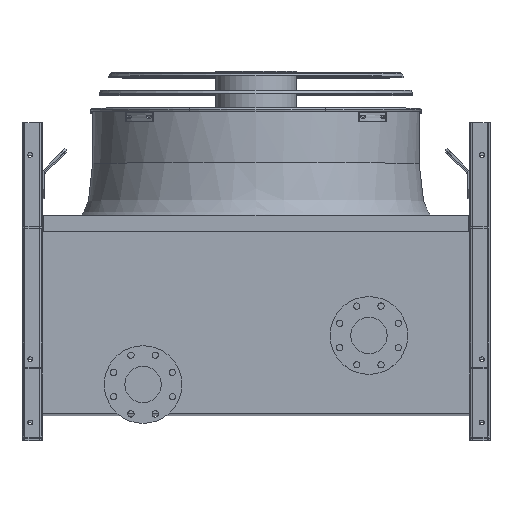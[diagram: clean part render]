
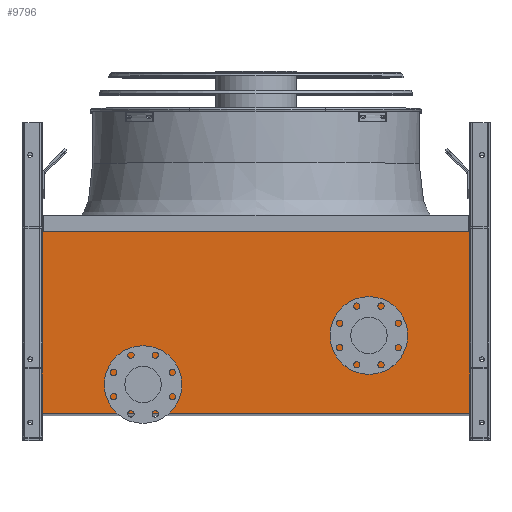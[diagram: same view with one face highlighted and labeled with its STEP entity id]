
A CAD part, top view. The second image highlights one B-rep face of the part: STEP entity #9796.
In plain terms, the highlighted planar face has unit normal (0, 0, 1).
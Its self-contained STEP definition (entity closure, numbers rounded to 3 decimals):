
#31 = VECTOR ( 'NONE', #9620, 1000. ) ;
#209 = DIRECTION ( 'NONE',  ( 1., 0., 0. ) ) ;
#228 = FACE_BOUND ( 'NONE', #14360, .T. ) ;
#430 = CARTESIAN_POINT ( 'NONE',  ( -320., 81., 240. ) ) ;
#1534 = LINE ( 'NONE', #6032, #9156 ) ;
#1880 = DIRECTION ( 'NONE',  ( 0., 1., 0. ) ) ;
#2002 = ORIENTED_EDGE ( 'NONE', *, *, #7140, .T. ) ;
#2338 = LINE ( 'NONE', #11079, #10040 ) ;
#2875 = VERTEX_POINT ( 'NONE', #16643 ) ;
#3713 = CARTESIAN_POINT ( 'NONE',  ( -605., 0., 240. ) ) ;
#3948 = DIRECTION ( 'NONE',  ( 0., 0., 1. ) ) ;
#3998 = CIRCLE ( 'NONE', #11677, 54. ) ;
#4099 = VERTEX_POINT ( 'NONE', #18413 ) ;
#4258 = LINE ( 'NONE', #13907, #31 ) ;
#5698 = ORIENTED_EDGE ( 'NONE', *, *, #7745, .T. ) ;
#5793 = EDGE_CURVE ( 'NONE', #11794, #8163, #1534, .T. ) ;
#5840 = LINE ( 'NONE', #17307, #16860 ) ;
#6032 = CARTESIAN_POINT ( 'NONE',  ( -605., 515., 240. ) ) ;
#6775 = EDGE_CURVE ( 'NONE', #4099, #4099, #8374, .T. ) ;
#6815 = PLANE ( 'NONE',  #11672 ) ;
#6879 = DIRECTION ( 'NONE',  ( 0., 0., 1. ) ) ;
#7140 = EDGE_CURVE ( 'NONE', #8163, #7751, #5840, .T. ) ;
#7212 = CARTESIAN_POINT ( 'NONE',  ( 374., 220., 240. ) ) ;
#7745 = EDGE_CURVE ( 'NONE', #7751, #2875, #2338, .T. ) ;
#7751 = VERTEX_POINT ( 'NONE', #16626 ) ;
#7799 = FACE_BOUND ( 'NONE', #16026, .T. ) ;
#8111 = EDGE_CURVE ( 'NONE', #2875, #11794, #4258, .T. ) ;
#8163 = VERTEX_POINT ( 'NONE', #3713 ) ;
#8374 = CIRCLE ( 'NONE', #15983, 54. ) ;
#9156 = VECTOR ( 'NONE', #16111, 1000. ) ;
#9620 = DIRECTION ( 'NONE',  ( -1., 0., 0. ) ) ;
#9663 = ORIENTED_EDGE ( 'NONE', *, *, #8111, .T. ) ;
#9796 = ADVANCED_FACE ( 'NONE', ( #228, #11845, #7799 ), #6815, .T. ) ;
#9799 = EDGE_CURVE ( 'NONE', #15782, #15782, #3998, .T. ) ;
#10040 = VECTOR ( 'NONE', #18008, 1000. ) ;
#10614 = DIRECTION ( 'NONE',  ( 0., 0., -1. ) ) ;
#11079 = CARTESIAN_POINT ( 'NONE',  ( 605., 0., 240. ) ) ;
#11672 = AXIS2_PLACEMENT_3D ( 'NONE', #16853, #3948, #18232 ) ;
#11677 = AXIS2_PLACEMENT_3D ( 'NONE', #15528, #6879, #16921 ) ;
#11794 = VERTEX_POINT ( 'NONE', #12147 ) ;
#11845 = FACE_OUTER_BOUND ( 'NONE', #18423, .T. ) ;
#12147 = CARTESIAN_POINT ( 'NONE',  ( -605., 515., 240. ) ) ;
#13091 = ORIENTED_EDGE ( 'NONE', *, *, #6775, .T. ) ;
#13509 = ORIENTED_EDGE ( 'NONE', *, *, #9799, .F. ) ;
#13907 = CARTESIAN_POINT ( 'NONE',  ( 605., 515., 240. ) ) ;
#14360 = EDGE_LOOP ( 'NONE', ( #13091 ) ) ;
#15528 = CARTESIAN_POINT ( 'NONE',  ( 320., 220., 240. ) ) ;
#15782 = VERTEX_POINT ( 'NONE', #7212 ) ;
#15983 = AXIS2_PLACEMENT_3D ( 'NONE', #430, #10614, #1880 ) ;
#16026 = EDGE_LOOP ( 'NONE', ( #13509 ) ) ;
#16111 = DIRECTION ( 'NONE',  ( 0., -1., 0. ) ) ;
#16626 = CARTESIAN_POINT ( 'NONE',  ( 605., 0., 240. ) ) ;
#16643 = CARTESIAN_POINT ( 'NONE',  ( 605., 515., 240. ) ) ;
#16731 = ORIENTED_EDGE ( 'NONE', *, *, #5793, .T. ) ;
#16853 = CARTESIAN_POINT ( 'NONE',  ( 0., 0., 240. ) ) ;
#16860 = VECTOR ( 'NONE', #209, 1000. ) ;
#16921 = DIRECTION ( 'NONE',  ( 1., 0., 0. ) ) ;
#17307 = CARTESIAN_POINT ( 'NONE',  ( -605., 0., 240. ) ) ;
#18008 = DIRECTION ( 'NONE',  ( 0., 1., 0. ) ) ;
#18232 = DIRECTION ( 'NONE',  ( 1., 0., 0. ) ) ;
#18413 = CARTESIAN_POINT ( 'NONE',  ( -320., 135., 240. ) ) ;
#18423 = EDGE_LOOP ( 'NONE', ( #16731, #2002, #5698, #9663 ) ) ;
